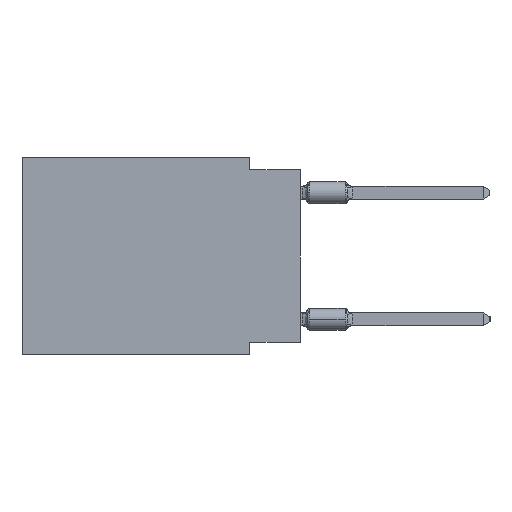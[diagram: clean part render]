
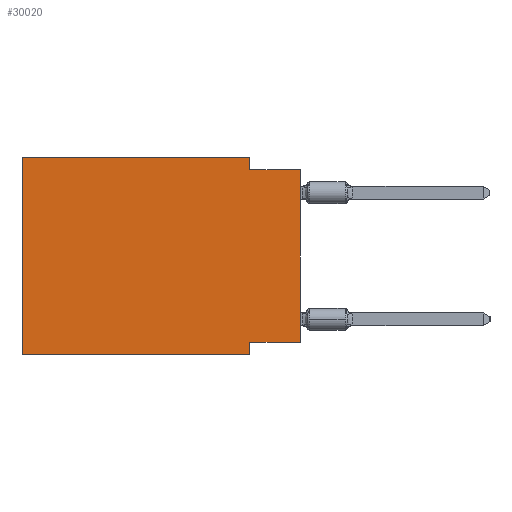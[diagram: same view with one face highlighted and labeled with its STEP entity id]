
A CAD part, left-side view. The second image highlights one B-rep face of the part: STEP entity #30020.
In plain terms, the highlighted planar face has unit normal (-1, 0, 0).
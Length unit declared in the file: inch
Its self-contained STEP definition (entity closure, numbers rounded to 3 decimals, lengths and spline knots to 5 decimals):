
#49 = EDGE_CURVE ( 'NONE', #54884, #52751, #14202, .T. ) ;
#2546 = DIRECTION ( 'NONE',  ( 0., 0., -1. ) ) ;
#2783 = PLANE ( 'NONE',  #6611 ) ;
#3839 = VERTEX_POINT ( 'NONE', #52318 ) ;
#4026 = CARTESIAN_POINT ( 'NONE',  ( 0., 0.55, 0. ) ) ;
#4235 = ORIENTED_EDGE ( 'NONE', *, *, #19242, .T. ) ;
#4342 = CARTESIAN_POINT ( 'NONE',  ( 0., 0.1, -0.39 ) ) ;
#4498 = LINE ( 'NONE', #56910, #34038 ) ;
#4503 = EDGE_CURVE ( 'NONE', #21775, #10488, #61618, .T. ) ;
#6582 = VERTEX_POINT ( 'NONE', #18181 ) ;
#6611 = AXIS2_PLACEMENT_3D ( 'NONE', #45157, #45479, #49881 ) ;
#9811 = CARTESIAN_POINT ( 'NONE',  ( 0., 0.55, -0.39 ) ) ;
#10488 = VERTEX_POINT ( 'NONE', #36600 ) ;
#13185 = EDGE_CURVE ( 'NONE', #6582, #30111, #39468, .T. ) ;
#13894 = DIRECTION ( 'NONE',  ( 0., -1., 0. ) ) ;
#14202 = LINE ( 'NONE', #9811, #16345 ) ;
#16345 = VECTOR ( 'NONE', #13894, 39.37008 ) ;
#18181 = CARTESIAN_POINT ( 'NONE',  ( 0., 0., -0.365 ) ) ;
#18628 = CARTESIAN_POINT ( 'NONE',  ( 0., 0., -0.025 ) ) ;
#19242 = EDGE_CURVE ( 'NONE', #6582, #10488, #4498, .T. ) ;
#21654 = ORIENTED_EDGE ( 'NONE', *, *, #49, .T. ) ;
#21775 = VERTEX_POINT ( 'NONE', #57184 ) ;
#21848 = VERTEX_POINT ( 'NONE', #34275 ) ;
#22260 = LINE ( 'NONE', #4026, #26278 ) ;
#22551 = FACE_OUTER_BOUND ( 'NONE', #29133, .T. ) ;
#22851 = CARTESIAN_POINT ( 'NONE',  ( 0., 0.1, -0.365 ) ) ;
#22953 = EDGE_CURVE ( 'NONE', #21848, #21775, #56594, .T. ) ;
#25196 = CARTESIAN_POINT ( 'NONE',  ( 0., 0.55, -0.39 ) ) ;
#26278 = VECTOR ( 'NONE', #41104, 39.37008 ) ;
#28042 = ORIENTED_EDGE ( 'NONE', *, *, #48598, .F. ) ;
#28619 = EDGE_CURVE ( 'NONE', #54884, #3839, #57718, .T. ) ;
#28637 = ORIENTED_EDGE ( 'NONE', *, *, #4503, .F. ) ;
#29133 = EDGE_LOOP ( 'NONE', ( #4235, #28637, #42873, #28042, #32210, #21654, #61281, #46130 ) ) ;
#29429 = DIRECTION ( 'NONE',  ( 0., 1., 0. ) ) ;
#29574 = EDGE_CURVE ( 'NONE', #30111, #52751, #31117, .T. ) ;
#30020 = ADVANCED_FACE ( 'NONE', ( #22551 ), #2783, .F. ) ;
#30111 = VERTEX_POINT ( 'NONE', #22851 ) ;
#31117 = LINE ( 'NONE', #31439, #49698 ) ;
#31439 = CARTESIAN_POINT ( 'NONE',  ( 0., 0.1, -0.39 ) ) ;
#32140 = DIRECTION ( 'NONE',  ( 0., 0., -1. ) ) ;
#32210 = ORIENTED_EDGE ( 'NONE', *, *, #28619, .F. ) ;
#34038 = VECTOR ( 'NONE', #38711, 39.37008 ) ;
#34275 = CARTESIAN_POINT ( 'NONE',  ( 0., 0.1, 0. ) ) ;
#36600 = CARTESIAN_POINT ( 'NONE',  ( 0., 0., -0.025 ) ) ;
#37786 = DIRECTION ( 'NONE',  ( 0., -1., 0. ) ) ;
#38711 = DIRECTION ( 'NONE',  ( 0., 0., 1. ) ) ;
#39468 = LINE ( 'NONE', #49504, #54252 ) ;
#40269 = VECTOR ( 'NONE', #37786, 39.37008 ) ;
#41104 = DIRECTION ( 'NONE',  ( 0., -1., 0. ) ) ;
#42873 = ORIENTED_EDGE ( 'NONE', *, *, #22953, .F. ) ;
#43572 = VECTOR ( 'NONE', #49247, 39.37008 ) ;
#45157 = CARTESIAN_POINT ( 'NONE',  ( 0., 0.55, 0. ) ) ;
#45479 = DIRECTION ( 'NONE',  ( 1., 0., 0. ) ) ;
#46130 = ORIENTED_EDGE ( 'NONE', *, *, #13185, .F. ) ;
#47500 = CARTESIAN_POINT ( 'NONE',  ( 0., 0.1, 0. ) ) ;
#48598 = EDGE_CURVE ( 'NONE', #3839, #21848, #22260, .T. ) ;
#49247 = DIRECTION ( 'NONE',  ( 0., 0., 1. ) ) ;
#49504 = CARTESIAN_POINT ( 'NONE',  ( 0., 0., -0.365 ) ) ;
#49698 = VECTOR ( 'NONE', #2546, 39.37008 ) ;
#49881 = DIRECTION ( 'NONE',  ( 0., 0., -1. ) ) ;
#52318 = CARTESIAN_POINT ( 'NONE',  ( 0., 0.55, 0. ) ) ;
#52751 = VERTEX_POINT ( 'NONE', #4342 ) ;
#53043 = CARTESIAN_POINT ( 'NONE',  ( 0., 0.55, 0. ) ) ;
#54252 = VECTOR ( 'NONE', #29429, 39.37008 ) ;
#54884 = VERTEX_POINT ( 'NONE', #25196 ) ;
#55308 = VECTOR ( 'NONE', #32140, 39.37008 ) ;
#56594 = LINE ( 'NONE', #47500, #55308 ) ;
#56910 = CARTESIAN_POINT ( 'NONE',  ( 0., 0., 0. ) ) ;
#57184 = CARTESIAN_POINT ( 'NONE',  ( 0., 0.1, -0.025 ) ) ;
#57718 = LINE ( 'NONE', #53043, #43572 ) ;
#61281 = ORIENTED_EDGE ( 'NONE', *, *, #29574, .F. ) ;
#61618 = LINE ( 'NONE', #18628, #40269 ) ;
